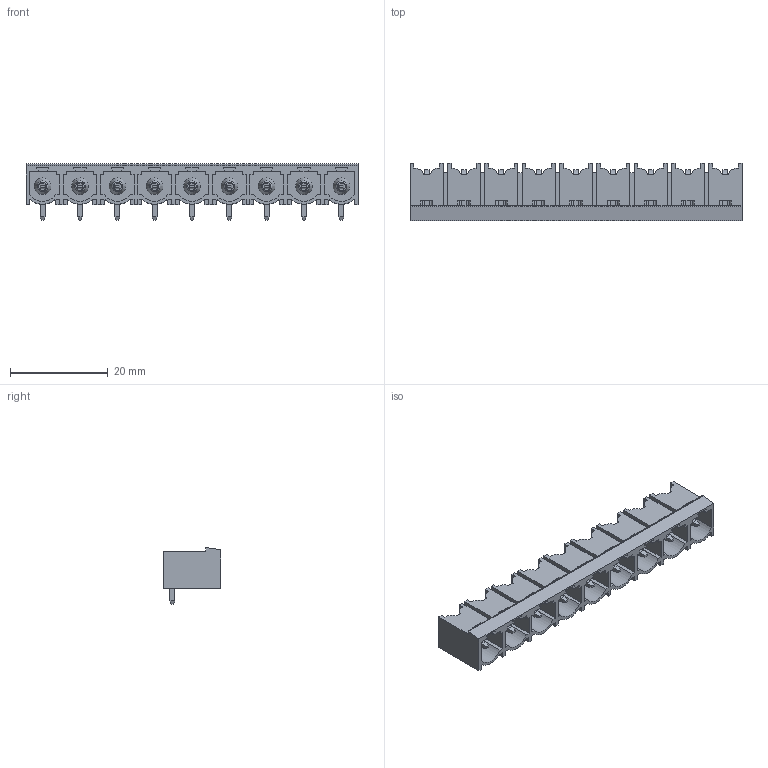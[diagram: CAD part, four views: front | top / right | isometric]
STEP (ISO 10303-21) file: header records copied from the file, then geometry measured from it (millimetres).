
FILE_DESCRIPTION(('CATIA V5 STEP Exchange','CAx-IF Rec.Pracs.--- Model Styling and Organization---1.2---2011-12-15'),'2;1');
FILE_NAME ('D1447863_0_1059520000_1059520000.stp','2018-11-14T11:45:59+00:00',('none'),('Weidmueller'),'CATIA Version 5-6 Release 2014','CATIA V5 STEP AP214','none');
FILE_SCHEMA(('AUTOMOTIVE_DESIGN { 1 0 10303 214 1 1 1 1 }'));
Length unit declared in the file: millimetre
Products named in the file (1): 1059520000
Bounding box: 67.76 x 11.75 x 11.6 mm (x, y, z)
Volume: 2417.7 mm3; surface area: 6198.1 mm2
Topology: 10 solids, 10 shells, 643 faces, 1779 edges, 1156 vertices
Faces by surface type: plane 535, cylinder 72, torus 18, cone 18
Entity records: 18239 total; most frequent: ORIENTED_EDGE 3558, CARTESIAN_POINT 3351, DIRECTION 2285, EDGE_CURVE 1761, VECTOR 1473, LINE 1473, VERTEX_POINT 1120, EDGE_LOOP 679
